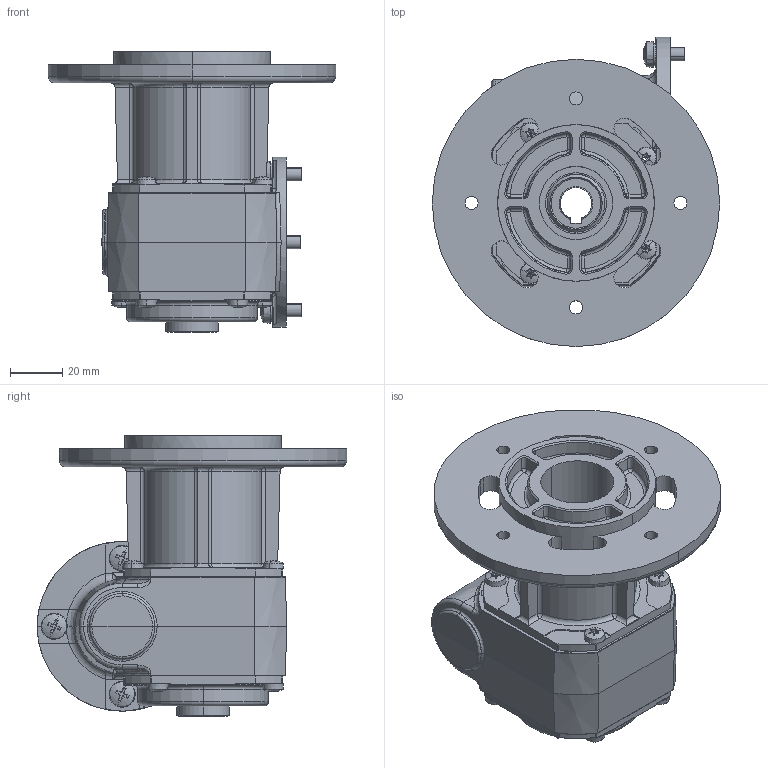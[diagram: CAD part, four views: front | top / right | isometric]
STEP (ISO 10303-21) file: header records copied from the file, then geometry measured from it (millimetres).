
FILE_DESCRIPTION (( 'STEP AP203' ), '1' );
FILE_NAME ('VE31-G-LH.STEP', '2013-12-10T08:40:29', ( 'kob' ), ( 'Microsoft' ), 'SwSTEP 2.0', 'SolidWorks 2012', '' );
FILE_SCHEMA (( 'CONFIG_CONTROL_DESIGN' ));
Length unit declared in the file: millimetre
Products named in the file (1): VE31-G-LH
Bounding box: 110 x 118.5 x 107.5 mm (x, y, z)
Surface area: 73428.3 mm2 (no closed solid volume)
Topology: 0 solids, 36 shells, 874 faces, 2499 edges, 1587 vertices
Faces by surface type: plane 337, cylinder 243, cone 121, torus 83, bspline 51, sphere 39
Entity records: 31533 total; most frequent: CARTESIAN_POINT 9285, DIRECTION 4839, ORIENTED_EDGE 4252, EDGE_CURVE 2487, AXIS2_PLACEMENT_3D 1862, VERTEX_POINT 1587, VECTOR 1115, LINE 1115
